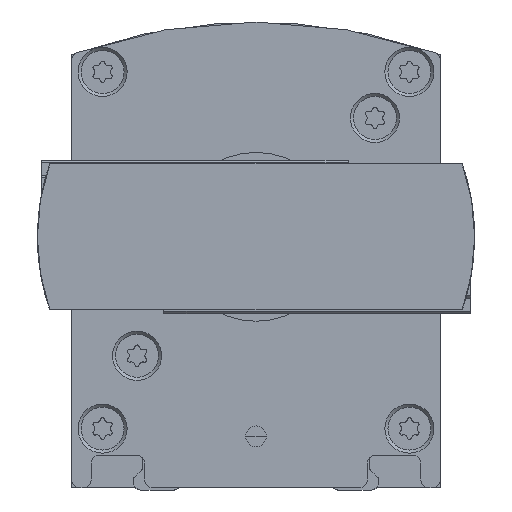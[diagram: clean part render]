
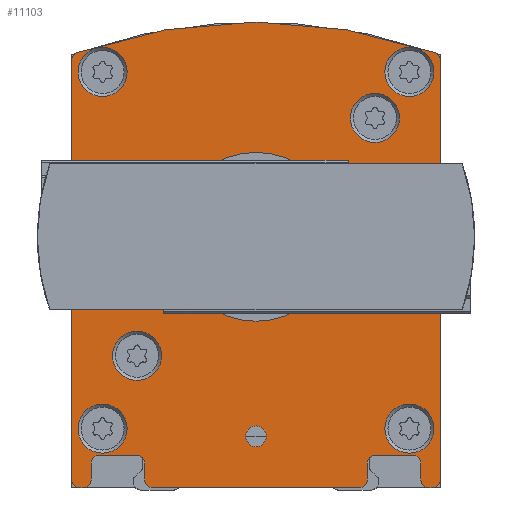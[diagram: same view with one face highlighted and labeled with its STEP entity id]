
A CAD part, front view. The second image highlights one B-rep face of the part: STEP entity #11103.
In plain terms, the highlighted planar face has unit normal (0, -1, 0).
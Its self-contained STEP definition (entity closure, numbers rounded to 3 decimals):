
#514=LINE('',#18678,#1408);
#521=LINE('',#18697,#1415);
#525=LINE('',#18706,#1419);
#529=LINE('',#18715,#1423);
#532=LINE('',#18723,#1426);
#538=LINE('',#18738,#1432);
#542=LINE('',#18750,#1436);
#549=LINE('',#18767,#1443);
#553=LINE('',#18778,#1447);
#559=LINE('',#18791,#1453);
#562=LINE('',#18799,#1456);
#1408=VECTOR('',#14999,1000.);
#1415=VECTOR('',#15020,1000.);
#1419=VECTOR('',#15030,1000.);
#1423=VECTOR('',#15040,1000.);
#1426=VECTOR('',#15049,1000.);
#1432=VECTOR('',#15063,1000.);
#1436=VECTOR('',#15075,1000.);
#1443=VECTOR('',#15090,1000.);
#1447=VECTOR('',#15102,1000.);
#1453=VECTOR('',#15114,1000.);
#1456=VECTOR('',#15123,1000.);
#2545=ORIENTED_EDGE('',*,*,#5707,.F.);
#2546=ORIENTED_EDGE('',*,*,#5708,.F.);
#2547=ORIENTED_EDGE('',*,*,#5709,.F.);
#2548=ORIENTED_EDGE('',*,*,#5710,.F.);
#2549=ORIENTED_EDGE('',*,*,#5711,.F.);
#2550=ORIENTED_EDGE('',*,*,#5712,.F.);
#2551=ORIENTED_EDGE('',*,*,#5713,.F.);
#2552=ORIENTED_EDGE('',*,*,#5597,.F.);
#2553=ORIENTED_EDGE('',*,*,#5636,.F.);
#2554=ORIENTED_EDGE('',*,*,#5704,.F.);
#2555=ORIENTED_EDGE('',*,*,#5702,.F.);
#2556=ORIENTED_EDGE('',*,*,#5700,.F.);
#2557=ORIENTED_EDGE('',*,*,#5698,.T.);
#2558=ORIENTED_EDGE('',*,*,#5693,.F.);
#2559=ORIENTED_EDGE('',*,*,#5690,.T.);
#2560=ORIENTED_EDGE('',*,*,#5687,.F.);
#2561=ORIENTED_EDGE('',*,*,#5684,.F.);
#2562=ORIENTED_EDGE('',*,*,#5678,.F.);
#2563=ORIENTED_EDGE('',*,*,#5675,.F.);
#2564=ORIENTED_EDGE('',*,*,#5672,.F.);
#2565=ORIENTED_EDGE('',*,*,#5669,.T.);
#2566=ORIENTED_EDGE('',*,*,#5664,.F.);
#2567=ORIENTED_EDGE('',*,*,#5662,.T.);
#2568=ORIENTED_EDGE('',*,*,#5660,.F.);
#2569=ORIENTED_EDGE('',*,*,#5658,.F.);
#2570=ORIENTED_EDGE('',*,*,#5655,.F.);
#2571=ORIENTED_EDGE('',*,*,#5653,.F.);
#2572=ORIENTED_EDGE('',*,*,#5650,.F.);
#2573=ORIENTED_EDGE('',*,*,#5648,.F.);
#2574=ORIENTED_EDGE('',*,*,#5646,.F.);
#2575=ORIENTED_EDGE('',*,*,#5644,.F.);
#2576=ORIENTED_EDGE('',*,*,#5640,.F.);
#5597=EDGE_CURVE('',#7203,#7203,#8322,.T.);
#5636=EDGE_CURVE('',#7242,#7243,#8344,.T.);
#5640=EDGE_CURVE('',#7243,#7246,#514,.T.);
#5644=EDGE_CURVE('',#7246,#7248,#8346,.T.);
#5646=EDGE_CURVE('',#7248,#7249,#8347,.T.);
#5648=EDGE_CURVE('',#7249,#7250,#8348,.T.);
#5650=EDGE_CURVE('',#7250,#7251,#521,.T.);
#5653=EDGE_CURVE('',#7251,#7252,#8349,.T.);
#5655=EDGE_CURVE('',#7252,#7253,#525,.T.);
#5658=EDGE_CURVE('',#7253,#7254,#8350,.T.);
#5660=EDGE_CURVE('',#7254,#7255,#529,.T.);
#5662=EDGE_CURVE('',#7256,#7255,#8351,.T.);
#5664=EDGE_CURVE('',#7256,#7257,#532,.T.);
#5669=EDGE_CURVE('',#7260,#7257,#8352,.T.);
#5672=EDGE_CURVE('',#7260,#7262,#538,.T.);
#5675=EDGE_CURVE('',#7262,#7264,#8354,.T.);
#5678=EDGE_CURVE('',#7264,#7266,#542,.T.);
#5684=EDGE_CURVE('',#7266,#7270,#8356,.T.);
#5687=EDGE_CURVE('',#7270,#7272,#549,.T.);
#5690=EDGE_CURVE('',#7274,#7272,#8358,.T.);
#5693=EDGE_CURVE('',#7274,#7275,#553,.T.);
#5698=EDGE_CURVE('',#7278,#7275,#8360,.T.);
#5700=EDGE_CURVE('',#7278,#7279,#559,.T.);
#5702=EDGE_CURVE('',#7279,#7280,#8361,.T.);
#5704=EDGE_CURVE('',#7280,#7242,#562,.T.);
#5707=EDGE_CURVE('',#7282,#7282,#8362,.T.);
#5708=EDGE_CURVE('',#7283,#7283,#8363,.T.);
#5709=EDGE_CURVE('',#7284,#7284,#8364,.T.);
#5710=EDGE_CURVE('',#7285,#7285,#8365,.T.);
#5711=EDGE_CURVE('',#7286,#7286,#8366,.T.);
#5712=EDGE_CURVE('',#7287,#7287,#8367,.T.);
#5713=EDGE_CURVE('',#7288,#7288,#8368,.T.);
#7203=VERTEX_POINT('',#18585);
#7242=VERTEX_POINT('',#18670);
#7243=VERTEX_POINT('',#18671);
#7246=VERTEX_POINT('',#18679);
#7248=VERTEX_POINT('',#18686);
#7249=VERTEX_POINT('',#18690);
#7250=VERTEX_POINT('',#18694);
#7251=VERTEX_POINT('',#18698);
#7252=VERTEX_POINT('',#18703);
#7253=VERTEX_POINT('',#18707);
#7254=VERTEX_POINT('',#18712);
#7255=VERTEX_POINT('',#18716);
#7256=VERTEX_POINT('',#18720);
#7257=VERTEX_POINT('',#18724);
#7260=VERTEX_POINT('',#18733);
#7262=VERTEX_POINT('',#18739);
#7264=VERTEX_POINT('',#18745);
#7266=VERTEX_POINT('',#18751);
#7270=VERTEX_POINT('',#18762);
#7272=VERTEX_POINT('',#18768);
#7274=VERTEX_POINT('',#18774);
#7275=VERTEX_POINT('',#18779);
#7278=VERTEX_POINT('',#18788);
#7279=VERTEX_POINT('',#18792);
#7280=VERTEX_POINT('',#18796);
#7282=VERTEX_POINT('',#18805);
#7283=VERTEX_POINT('',#18807);
#7284=VERTEX_POINT('',#18809);
#7285=VERTEX_POINT('',#18811);
#7286=VERTEX_POINT('',#18813);
#7287=VERTEX_POINT('',#18815);
#7288=VERTEX_POINT('',#18817);
#8322=CIRCLE('',#13402,11.);
#8344=CIRCLE('',#13431,1.);
#8346=CIRCLE('',#13435,1.);
#8347=CIRCLE('',#13437,70.);
#8348=CIRCLE('',#13439,1.);
#8349=CIRCLE('',#13442,1.);
#8350=CIRCLE('',#13445,1.);
#8351=CIRCLE('',#13448,1.);
#8352=CIRCLE('',#13451,1.);
#8354=CIRCLE('',#13455,1.);
#8356=CIRCLE('',#13459,1.);
#8358=CIRCLE('',#13463,1.);
#8360=CIRCLE('',#13467,1.);
#8361=CIRCLE('',#13470,1.);
#8362=CIRCLE('',#13473,1.35);
#8363=CIRCLE('',#13474,3.2);
#8364=CIRCLE('',#13475,3.2);
#8365=CIRCLE('',#13476,3.2);
#8366=CIRCLE('',#13477,3.2);
#8367=CIRCLE('',#13478,3.2);
#8368=CIRCLE('',#13479,3.2);
#8961=EDGE_LOOP('',(#2545));
#8962=EDGE_LOOP('',(#2546));
#8963=EDGE_LOOP('',(#2547));
#8964=EDGE_LOOP('',(#2548));
#8965=EDGE_LOOP('',(#2549));
#8966=EDGE_LOOP('',(#2550));
#8967=EDGE_LOOP('',(#2551));
#8968=EDGE_LOOP('',(#2552));
#8969=EDGE_LOOP('',(#2553,#2554,#2555,#2556,#2557,#2558,#2559,#2560,#2561,
#2562,#2563,#2564,#2565,#2566,#2567,#2568,#2569,#2570,#2571,#2572,#2573,
#2574,#2575,#2576));
#9865=FACE_BOUND('',#8961,.T.);
#9866=FACE_BOUND('',#8962,.T.);
#9867=FACE_BOUND('',#8963,.T.);
#9868=FACE_BOUND('',#8964,.T.);
#9869=FACE_BOUND('',#8965,.T.);
#9870=FACE_BOUND('',#8966,.T.);
#9871=FACE_BOUND('',#8967,.T.);
#9872=FACE_BOUND('',#8968,.T.);
#9873=FACE_BOUND('',#8969,.T.);
#10745=PLANE('',#13472);
#11103=ADVANCED_FACE('',(#9865,#9866,#9867,#9868,#9869,#9870,#9871,#9872,
#9873),#10745,.F.);
#13402=AXIS2_PLACEMENT_3D('',#18584,#14916,#14917);
#13431=AXIS2_PLACEMENT_3D('',#18669,#14991,#14992);
#13435=AXIS2_PLACEMENT_3D('',#18685,#15005,#15006);
#13437=AXIS2_PLACEMENT_3D('',#18689,#15010,#15011);
#13439=AXIS2_PLACEMENT_3D('',#18693,#15015,#15016);
#13442=AXIS2_PLACEMENT_3D('',#18702,#15025,#15026);
#13445=AXIS2_PLACEMENT_3D('',#18711,#15035,#15036);
#13448=AXIS2_PLACEMENT_3D('',#18719,#15044,#15045);
#13451=AXIS2_PLACEMENT_3D('',#18732,#15056,#15057);
#13455=AXIS2_PLACEMENT_3D('',#18744,#15068,#15069);
#13459=AXIS2_PLACEMENT_3D('',#18761,#15083,#15084);
#13463=AXIS2_PLACEMENT_3D('',#18773,#15095,#15096);
#13467=AXIS2_PLACEMENT_3D('',#18787,#15109,#15110);
#13470=AXIS2_PLACEMENT_3D('',#18795,#15118,#15119);
#13472=AXIS2_PLACEMENT_3D('',#18803,#15126,#15127);
#13473=AXIS2_PLACEMENT_3D('',#18804,#15128,#15129);
#13474=AXIS2_PLACEMENT_3D('',#18806,#15130,#15131);
#13475=AXIS2_PLACEMENT_3D('',#18808,#15132,#15133);
#13476=AXIS2_PLACEMENT_3D('',#18810,#15134,#15135);
#13477=AXIS2_PLACEMENT_3D('',#18812,#15136,#15137);
#13478=AXIS2_PLACEMENT_3D('',#18814,#15138,#15139);
#13479=AXIS2_PLACEMENT_3D('',#18816,#15140,#15141);
#14916=DIRECTION('',(0.,-1.,0.));
#14917=DIRECTION('',(0.,0.,-1.));
#14991=DIRECTION('',(0.,1.,0.));
#14992=DIRECTION('',(1.,0.,0.));
#14999=DIRECTION('',(0.,0.,1.));
#15005=DIRECTION('',(0.,1.,0.));
#15006=DIRECTION('',(1.,0.,0.));
#15010=DIRECTION('',(0.,1.,0.));
#15011=DIRECTION('',(1.,0.,0.));
#15015=DIRECTION('',(0.,1.,0.));
#15016=DIRECTION('',(1.,0.,0.));
#15020=DIRECTION('',(0.,0.,-1.));
#15025=DIRECTION('',(0.,1.,0.));
#15026=DIRECTION('',(1.,0.,0.));
#15030=DIRECTION('',(-1.,0.,0.));
#15035=DIRECTION('',(0.,1.,0.));
#15036=DIRECTION('',(1.,0.,0.));
#15040=DIRECTION('',(0.,0.,1.));
#15044=DIRECTION('',(0.,1.,0.));
#15045=DIRECTION('',(1.,0.,0.));
#15049=DIRECTION('',(-1.,0.,0.));
#15056=DIRECTION('',(0.,1.,0.));
#15057=DIRECTION('',(1.,0.,0.));
#15063=DIRECTION('',(0.,0.,-1.));
#15068=DIRECTION('',(0.,1.,0.));
#15069=DIRECTION('',(1.,0.,0.));
#15075=DIRECTION('',(-1.,0.,0.));
#15083=DIRECTION('',(0.,1.,0.));
#15084=DIRECTION('',(1.,0.,0.));
#15090=DIRECTION('',(0.,0.,1.));
#15095=DIRECTION('',(0.,1.,0.));
#15096=DIRECTION('',(1.,0.,0.));
#15102=DIRECTION('',(-1.,0.,0.));
#15109=DIRECTION('',(0.,1.,0.));
#15110=DIRECTION('',(1.,0.,0.));
#15114=DIRECTION('',(0.,0.,-1.));
#15118=DIRECTION('',(0.,1.,0.));
#15119=DIRECTION('',(1.,0.,0.));
#15123=DIRECTION('',(-1.,0.,0.));
#15126=DIRECTION('',(0.,1.,0.));
#15127=DIRECTION('',(0.,0.,1.));
#15128=DIRECTION('',(0.,-1.,0.));
#15129=DIRECTION('',(0.,0.,-1.));
#15130=DIRECTION('',(0.,-1.,0.));
#15131=DIRECTION('',(0.,0.,-1.));
#15132=DIRECTION('',(0.,-1.,0.));
#15133=DIRECTION('',(0.,0.,-1.));
#15134=DIRECTION('',(0.,-1.,0.));
#15135=DIRECTION('',(0.,0.,-1.));
#15136=DIRECTION('',(0.,-1.,0.));
#15137=DIRECTION('',(0.,0.,-1.));
#15138=DIRECTION('',(0.,-1.,0.));
#15139=DIRECTION('',(0.,0.,-1.));
#15140=DIRECTION('',(0.,-1.,0.));
#15141=DIRECTION('',(0.,0.,-1.));
#18584=CARTESIAN_POINT('',(0.,0.,0.));
#18585=CARTESIAN_POINT('',(0.,0.,-11.));
#18669=CARTESIAN_POINT('',(-23.001,0.,-31.7));
#18670=CARTESIAN_POINT('',(-23.001,0.,-32.7));
#18671=CARTESIAN_POINT('',(-24.001,0.,-31.7));
#18678=CARTESIAN_POINT('',(-24.001,0.,-31.7));
#18679=CARTESIAN_POINT('',(-24.001,0.,23.053));
#18685=CARTESIAN_POINT('',(-23.001,0.,23.053));
#18686=CARTESIAN_POINT('',(-23.334,0.,23.996));
#18689=CARTESIAN_POINT('',(0.,0.,-42.));
#18690=CARTESIAN_POINT('',(23.334,0.,23.996));
#18693=CARTESIAN_POINT('',(23.001,0.,23.053));
#18694=CARTESIAN_POINT('',(24.001,0.,23.053));
#18697=CARTESIAN_POINT('',(24.001,0.,23.053));
#18698=CARTESIAN_POINT('',(24.001,0.,-31.7));
#18702=CARTESIAN_POINT('',(23.001,0.,-31.7));
#18703=CARTESIAN_POINT('',(23.001,0.,-32.7));
#18706=CARTESIAN_POINT('',(23.001,0.,-32.7));
#18707=CARTESIAN_POINT('',(22.501,0.,-32.7));
#18711=CARTESIAN_POINT('',(22.501,0.,-31.7));
#18712=CARTESIAN_POINT('',(21.501,0.,-31.7));
#18715=CARTESIAN_POINT('',(21.501,0.,-31.7));
#18716=CARTESIAN_POINT('',(21.501,0.,-29.5));
#18719=CARTESIAN_POINT('',(20.501,0.,-29.5));
#18720=CARTESIAN_POINT('',(20.501,0.,-28.5));
#18723=CARTESIAN_POINT('',(20.501,0.,-28.5));
#18724=CARTESIAN_POINT('',(15.501,0.,-28.5));
#18732=CARTESIAN_POINT('',(15.501,0.,-29.5));
#18733=CARTESIAN_POINT('',(14.501,0.,-29.5));
#18738=CARTESIAN_POINT('',(14.501,0.,-29.5));
#18739=CARTESIAN_POINT('',(14.501,0.,-31.7));
#18744=CARTESIAN_POINT('',(13.501,0.,-31.7));
#18745=CARTESIAN_POINT('',(13.501,0.,-32.7));
#18750=CARTESIAN_POINT('',(13.501,0.,-32.7));
#18751=CARTESIAN_POINT('',(-13.501,0.,-32.7));
#18761=CARTESIAN_POINT('',(-13.501,0.,-31.7));
#18762=CARTESIAN_POINT('',(-14.501,0.,-31.7));
#18767=CARTESIAN_POINT('',(-14.501,0.,-31.7));
#18768=CARTESIAN_POINT('',(-14.501,0.,-29.5));
#18773=CARTESIAN_POINT('',(-15.501,0.,-29.5));
#18774=CARTESIAN_POINT('',(-15.501,0.,-28.5));
#18778=CARTESIAN_POINT('',(-15.501,0.,-28.5));
#18779=CARTESIAN_POINT('',(-20.501,0.,-28.5));
#18787=CARTESIAN_POINT('',(-20.501,0.,-29.5));
#18788=CARTESIAN_POINT('',(-21.501,0.,-29.5));
#18791=CARTESIAN_POINT('',(-21.501,0.,-29.5));
#18792=CARTESIAN_POINT('',(-21.501,0.,-31.7));
#18795=CARTESIAN_POINT('',(-22.501,0.,-31.7));
#18796=CARTESIAN_POINT('',(-22.501,0.,-32.7));
#18799=CARTESIAN_POINT('',(-22.501,0.,-32.7));
#18803=CARTESIAN_POINT('',(-23.001,0.,-31.7));
#18804=CARTESIAN_POINT('',(0.,0.,-26.));
#18805=CARTESIAN_POINT('',(0.,0.,-27.35));
#18806=CARTESIAN_POINT('',(-20.,0.,-25.));
#18807=CARTESIAN_POINT('',(-20.,0.,-28.2));
#18808=CARTESIAN_POINT('',(-15.5,0.,-15.5));
#18809=CARTESIAN_POINT('',(-15.5,0.,-18.7));
#18810=CARTESIAN_POINT('',(15.5,0.,15.5));
#18811=CARTESIAN_POINT('',(15.5,0.,12.3));
#18812=CARTESIAN_POINT('',(20.,0.,21.5));
#18813=CARTESIAN_POINT('',(20.,0.,18.3));
#18814=CARTESIAN_POINT('',(-20.,0.,21.5));
#18815=CARTESIAN_POINT('',(-20.,0.,18.3));
#18816=CARTESIAN_POINT('',(20.,0.,-25.));
#18817=CARTESIAN_POINT('',(20.,0.,-28.2));
